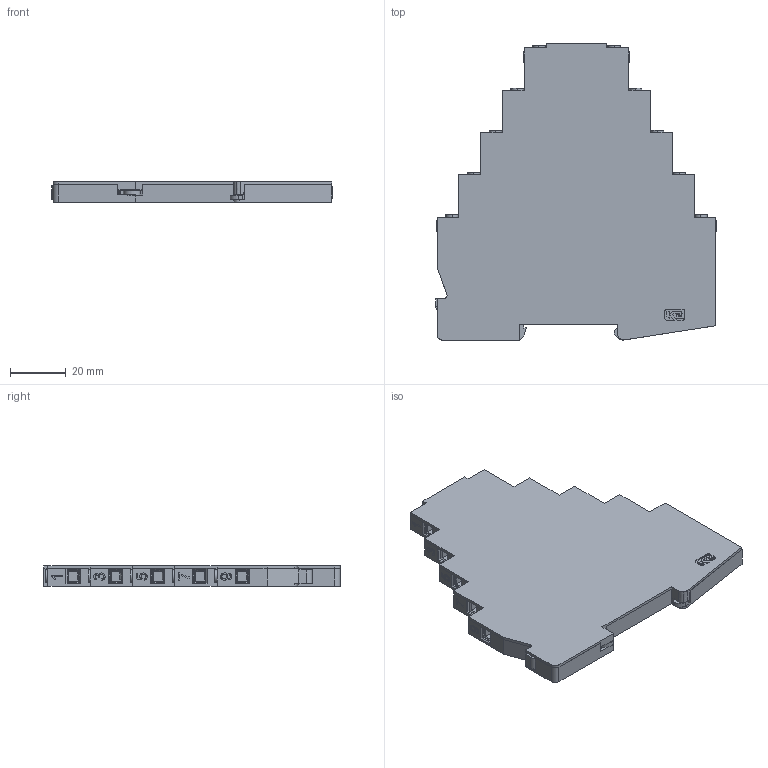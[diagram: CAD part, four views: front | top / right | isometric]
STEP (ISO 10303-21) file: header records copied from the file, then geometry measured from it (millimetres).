
FILE_DESCRIPTION (( 'STEP AP214' ), '1' );
FILE_NAME ('ﾐﾑﾒ.STEP', '2024-04-22T13:05:30', ( '' ), ( '' ), 'SwSTEP 2.0', 'SolidWorks 2018', '' );
FILE_SCHEMA (( 'AUTOMOTIVE_DESIGN' ));
Length unit declared in the file: millimetre
Products named in the file (24): ﾇ瑟鶴 7469 ﾐﾓﾑ; ﾐﾑﾒ; 抔樦擨鴀 GT632-5.0-02P-11-00AH; Ïëàíêà 7468 ÐÓÑ; ÐÁÍÌ.754463.403 Íàêëåéêà ÐÑÒ 232_24 Ð; Ïëàíêà 7470 ÐÓÑ; ÊÈ3_êîðïóñ (RAL7024) ìîêð.àñô; 嗜3_牮赅 (RAL7024) 祛牮.囫鬫00; ÊÈ3_êðûøêà (RAL7024) ìîêð.àñô
Assembly tree (16 placements, depth 2):
  ﾇ瑟鶴 7469 ﾐﾓﾑ
  ﾐﾑﾒ
    ÊÈ3_êîðïóñ (RAL7024) ìîêð.àñô
    嗜3_牮赅 (RAL7024) 祛牮.囫鬫00
    ﾇ瑟鶴 7469 ﾐﾓﾑ
    Ïëàíêà 7468 ÐÓÑ
    Ïëàíêà 7470 ÐÓÑ
    ÐÁÍÌ.754463.403 Íàêëåéêà ÐÑÒ 232_24 Ð
    抔樦擨鴀 GT632-5.0-02P-11-00AH  x10
  抔樦擨鴀 GT632-5.0-02P-11-00AH
  Ïëàíêà 7468 ÐÓÑ
  ÐÁÍÌ.754463.403 Íàêëåéêà ÐÑÒ 232_24 Ð
Bounding box: 100.55 x 106.55 x 7.4 mm (x, y, z)
Volume: 24960.4 mm3; surface area: 48502.6 mm2
Topology: 16 solids, 16 shells, 1624 faces, 4179 edges, 2700 vertices
Faces by surface type: plane 1114, cylinder 233, bspline 159, cone 88, torus 30
Entity records: 41798 total; most frequent: CARTESIAN_POINT 13403, ORIENTED_EDGE 5856, DIRECTION 5021, EDGE_CURVE 2928, LINE 2183, VECTOR 2183, VERTEX_POINT 1890, AXIS2_PLACEMENT_3D 1419
